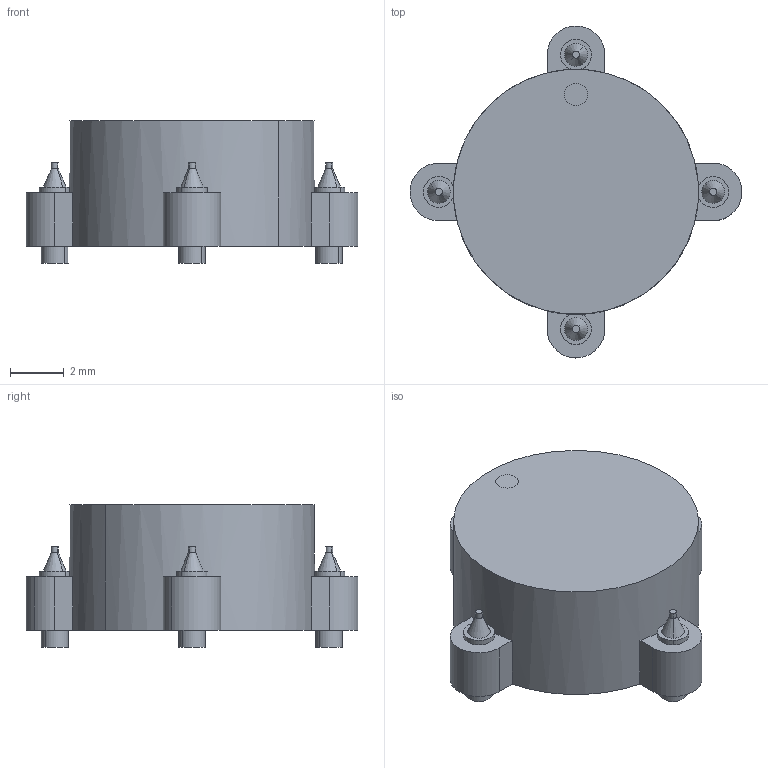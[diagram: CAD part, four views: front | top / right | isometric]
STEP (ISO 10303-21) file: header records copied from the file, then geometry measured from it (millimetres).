
FILE_DESCRIPTION(('FreeCAD Model'),'2;1');
FILE_NAME('choke.step', '2017-02-23T16:19:17',('kicad StepUp'),('ksu MCAD'), 'Open CASCADE STEP processor 6.8','FreeCAD','Unknown');
FILE_SCHEMA(('AUTOMOTIVE_DESIGN_CC2 { 1 2 10303 214 -1 1 5 4 }'));
Length unit declared in the file: millimetre
Products named in the file (1): choke
Bounding box: 12.39 x 12.39 x 5.33 mm (x, y, z)
Volume: 336.7 mm3; surface area: 325.7 mm2
Topology: 1 solids, 1 shells, 71 faces, 174 edges, 114 vertices
Faces by surface type: cylinder 36, plane 27, cone 8
Entity records: 2649 total; most frequent: DIRECTION 416, CARTESIAN_POINT 360, ORIENTED_EDGE 348, EDGE_CURVE 174, AXIS2_PLACEMENT_3D 170, VERTEX_POINT 114, CIRCLE 98, FACE_BOUND 80
